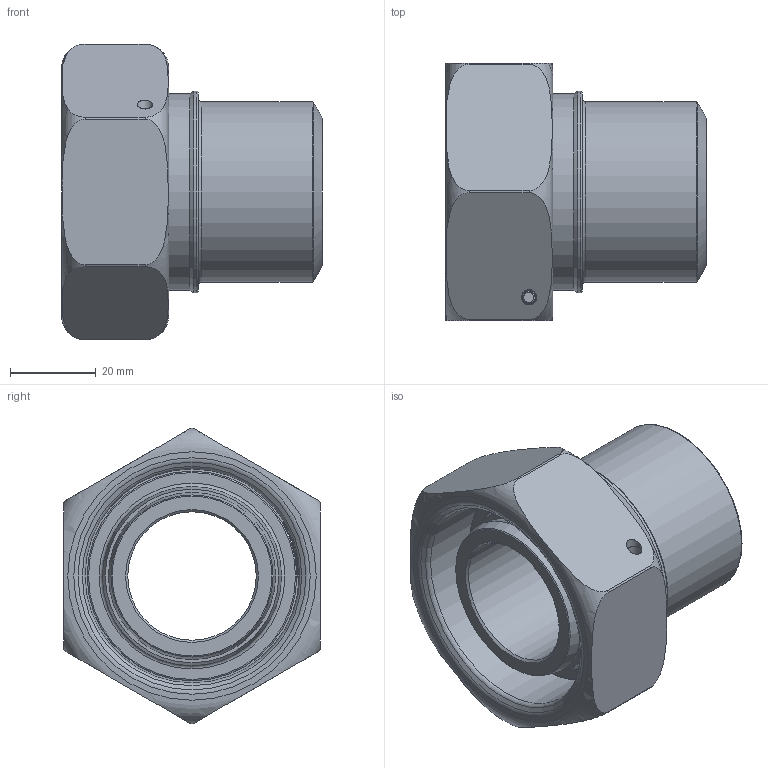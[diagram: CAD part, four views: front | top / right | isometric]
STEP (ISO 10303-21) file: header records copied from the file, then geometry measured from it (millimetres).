
FILE_DESCRIPTION(/* description */ (''),/* implementation_level */ '2;1');
FILE_NAME(/* name */ 'AKS38-42248.stp',/* time_stamp */ '2025-03-05T07:07:19+01:00',/* author */ (''),/* organization */ (''),/* preprocessor_version */ 'ST-DEVELOPER v16.7',/* originating_system */ 'SIEMENS PLM Software NX 1863',/* authorisation */ '');
FILE_SCHEMA (('AP203_CONFIGURATION_CONTROLLED_3D_DESIGN_OF_MECHANICAL_PARTS_AND_ASSEMBLIES_MIM_LF { 1 0 10303 403 2 1 2}'));
Length unit declared in the file: millimetre
Products named in the file (4): X-ST38; X-MT38; X-OR-38; X-AKS38-42248
Assembly tree (3 placements, depth 2):
  X-AKS38-42248
    X-OR-38
    X-MT38
    X-ST38
Bounding box: 60.9 x 60 x 69 mm (x, y, z)
Volume: 67878.3 mm3; surface area: 28984.6 mm2
Topology: 4 solids, 4 shells, 245 faces, 654 edges, 431 vertices
Faces by surface type: plane 180, extrusion 20, cylinder 16, torus 15, cone 11, bspline 2, revolution 1
Full cylindrical faces by diameter (mm): 3.345 x1, 3.545 x1, 30 x1, 32.5 x1, 42.2 x1, 45.955 x1, 47.045 x1, 48.955 x1, 49.25 x1, 50 x1
Entity records: 9002 total; most frequent: CARTESIAN_POINT 3346, ORIENTED_EDGE 1200, DIRECTION 775, EDGE_CURVE 600, VERTEX_POINT 416, B_SPLINE_CURVE_WITH_KNOTS 379, EDGE_LOOP 303, AXIS2_PLACEMENT_3D 286
